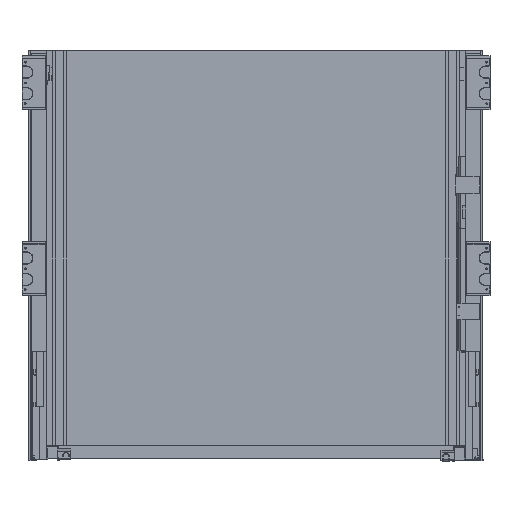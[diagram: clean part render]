
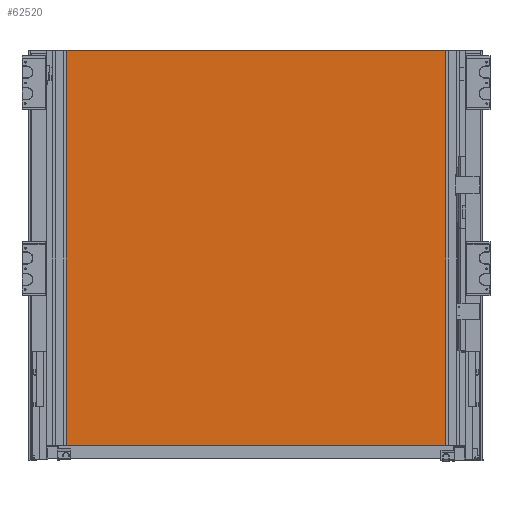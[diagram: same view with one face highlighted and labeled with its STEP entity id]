
A CAD part, front view. The second image highlights one B-rep face of the part: STEP entity #62520.
In plain terms, the highlighted planar face has unit normal (0, -1, 0).
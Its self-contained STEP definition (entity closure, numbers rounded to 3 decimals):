
#3299=FACE_OUTER_BOUND('',#6571,.T.);
#6571=EDGE_LOOP('',(#38934,#38935,#38936,#38937));
#10084=LINE('',#86093,#17065);
#10088=LINE('',#86101,#17069);
#10091=LINE('',#86107,#17072);
#10094=LINE('',#86112,#17075);
#17065=VECTOR('',#70319,1000.);
#17069=VECTOR('',#70325,1000.);
#17072=VECTOR('',#70330,1000.);
#17075=VECTOR('',#70335,1000.);
#24046=VERTEX_POINT('',#86091);
#24047=VERTEX_POINT('',#86092);
#24050=VERTEX_POINT('',#86100);
#24052=VERTEX_POINT('',#86106);
#29927=EDGE_CURVE('',#24046,#24047,#10084,.T.);
#29931=EDGE_CURVE('',#24047,#24050,#10088,.T.);
#29934=EDGE_CURVE('',#24050,#24052,#10091,.T.);
#29937=EDGE_CURVE('',#24052,#24046,#10094,.T.);
#38934=ORIENTED_EDGE('',*,*,#29927,.F.);
#38935=ORIENTED_EDGE('',*,*,#29937,.F.);
#38936=ORIENTED_EDGE('',*,*,#29934,.F.);
#38937=ORIENTED_EDGE('',*,*,#29931,.F.);
#56893=PLANE('',#65923);
#62520=ADVANCED_FACE('',(#3299),#56893,.T.);
#65923=AXIS2_PLACEMENT_3D('',#86115,#70339,#70340);
#70319=DIRECTION('',(0.,0.,-1.));
#70325=DIRECTION('',(-1.,0.,0.));
#70330=DIRECTION('',(0.,0.,1.));
#70335=DIRECTION('',(1.,0.,0.));
#70339=DIRECTION('center_axis',(0.,-1.,0.));
#70340=DIRECTION('ref_axis',(0.,0.,
-1.));
#86091=CARTESIAN_POINT('',(1240.977,1298.439,147.6));
#86092=CARTESIAN_POINT('',(1240.977,1298.439,-328.4));
#86093=CARTESIAN_POINT('',(1240.977,1298.439,147.6));
#86100=CARTESIAN_POINT('',(751.977,1298.439,-328.4));
#86101=CARTESIAN_POINT('',(751.977,1298.439,-328.4));
#86106=CARTESIAN_POINT('',(751.977,1298.439,147.6));
#86107=CARTESIAN_POINT('',(751.977,1298.439,147.6));
#86112=CARTESIAN_POINT('',(751.977,1298.439,147.6));
#86115=CARTESIAN_POINT('Origin',(996.477,1298.439,-90.4));
